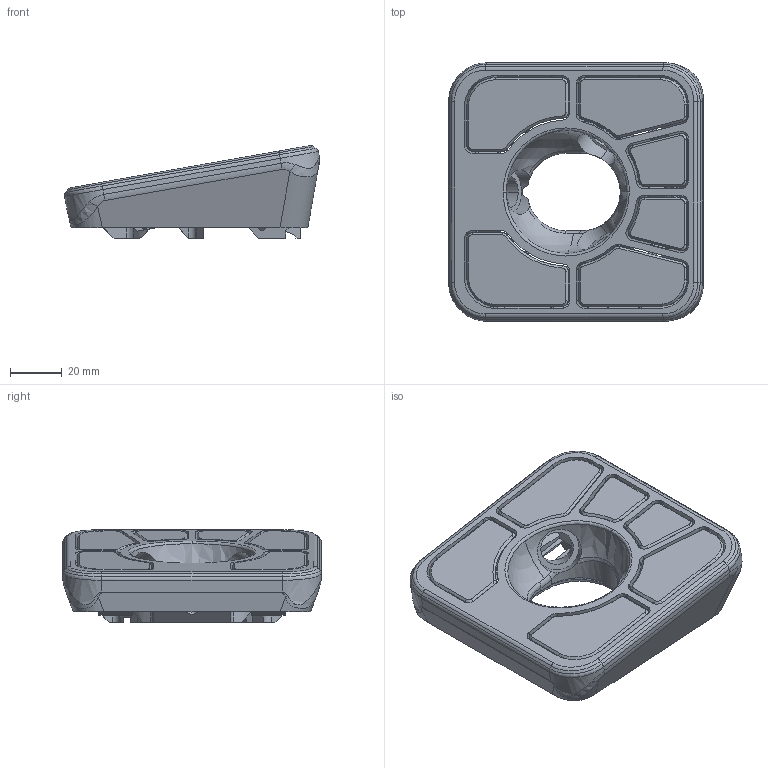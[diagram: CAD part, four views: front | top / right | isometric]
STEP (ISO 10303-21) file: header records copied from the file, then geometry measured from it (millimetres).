
FILE_DESCRIPTION(('HOOPS Exchange Step'),'2;1');
FILE_NAME('temp_export','2025-08-10T12:51:29-07:00',('michael'),('Shapr3D Limited'),'HOOPS Exchange 2024.8','Shapr3D','Authorized');
FILE_SCHEMA( ('AP242_MANAGED_MODEL_BASED_3D_ENGINEERING_MIM_LF {1 0 10303 442 1 1 4}') );
Length unit declared in the file: millimetre
Products named in the file (2): top-short-45mm.step; root
Assembly tree (1 placements, depth 2):
  root
    top-short-45mm.step
Bounding box: 98.64 x 99.99 x 35.95 mm (x, y, z)
Volume: 105893.1 mm3; surface area: 56990.4 mm2
Topology: 1 solids, 1 shells, 934 faces, 2623 edges, 1678 vertices
Faces by surface type: plane 523, bspline 395, cylinder 14, sphere 2
Entity records: 48135 total; most frequent: CARTESIAN_POINT 27340, ORIENTED_EDGE 5242, DIRECTION 3030, EDGE_CURVE 2621, VECTOR 1734, LINE 1734, VERTEX_POINT 1678, EDGE_LOOP 1011
